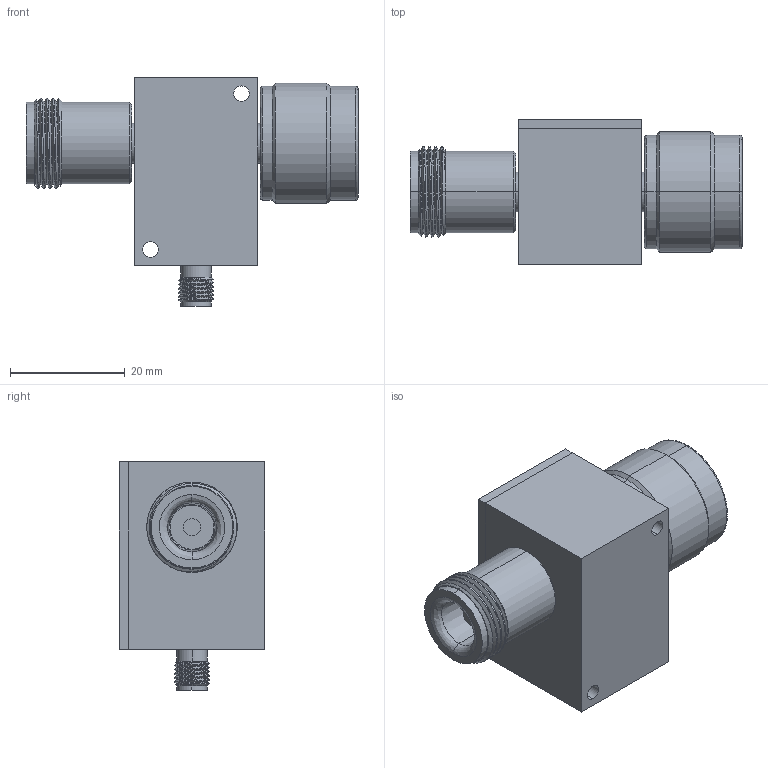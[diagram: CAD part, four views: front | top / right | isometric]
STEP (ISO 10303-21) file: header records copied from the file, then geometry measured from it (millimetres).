
FILE_DESCRIPTION (( 'STEP AP214' ), '1' );
FILE_NAME ('FMBT1623_3D.STEP', '2022-06-25T22:19:34', ( '' ), ( '' ), 'SwSTEP 2.0', 'SolidWorks 2021', '' );
FILE_SCHEMA (( 'AUTOMOTIVE_DESIGN' ));
Length unit declared in the file: inch
Products named in the file (8): Copy of B FEMALE^PE1623; Copy of N-FEMALE 5W^PE1623; Copy of 010-2002-00_010-2002-00^PE1623; Copy of N-MALE 5W_103-1207-00^PE1623; Copy of 120-0051-02^PE1623; FMBT1623_3D; Copy of TYPE N COUPLING NUT^PE1623; Copy of 120-0050^PE1623
Assembly tree (8 placements, depth 2):
  FMBT1623_3D
    Copy of 120-0050^PE1623
    Copy of 120-0051-02^PE1623
    Copy of N-FEMALE 5W^PE1623
    Copy of N-MALE 5W_103-1207-00^PE1623
    Copy of TYPE N COUPLING NUT^PE1623
    Copy of B FEMALE^PE1623
    Copy of 010-2002-00_010-2002-00^PE1623  x2
Bounding box: 57.91 x 25.4 x 39.88 mm (x, y, z)
Volume: 24121.6 mm3; surface area: 11852.7 mm2
Topology: 8 solids, 8 shells, 429 faces, 1036 edges, 638 vertices
Faces by surface type: cylinder 188, cone 144, plane 75, bspline 22
Entity records: 13328 total; most frequent: CARTESIAN_POINT 5948, ORIENTED_EDGE 1554, DIRECTION 1379, EDGE_CURVE 777, AXIS2_PLACEMENT_3D 551, VERTEX_POINT 486, EDGE_LOOP 357, FACE_OUTER_BOUND 324
